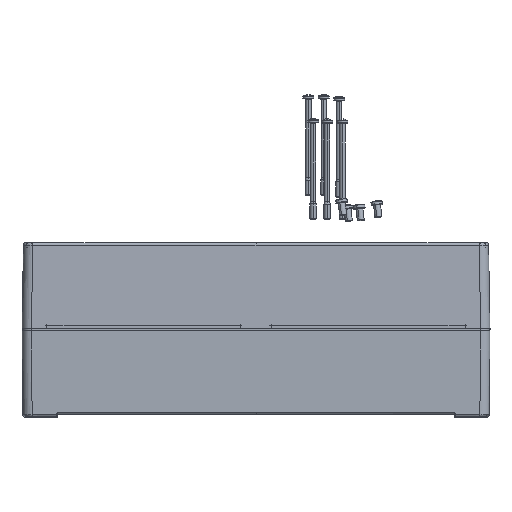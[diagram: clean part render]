
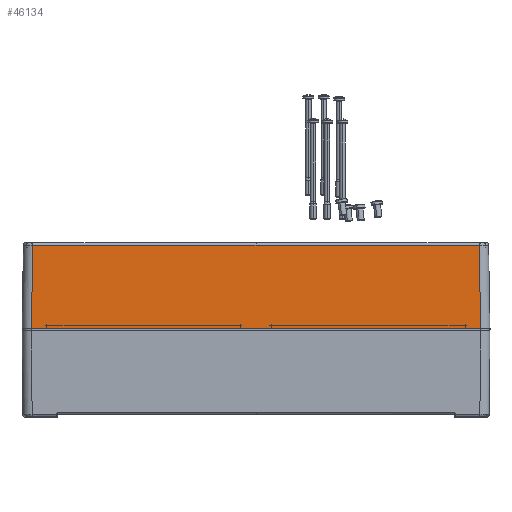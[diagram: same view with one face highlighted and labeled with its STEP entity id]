
A CAD part, top view. The second image highlights one B-rep face of the part: STEP entity #46134.
In plain terms, the highlighted face is planar.
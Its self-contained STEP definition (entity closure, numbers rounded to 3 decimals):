
#633 = EDGE_CURVE ( 'NONE', #37785, #32266, #10114, .T. ) ;
#642 = ORIENTED_EDGE ( 'NONE', *, *, #633, .F. ) ;
#647 = EDGE_CURVE ( 'NONE', #32417, #32266, #10153, .T. ) ;
#672 = ORIENTED_EDGE ( 'NONE', *, *, #647, .T. ) ;
#9449 = VERTEX_POINT ( 'NONE', #39267 ) ;
#10111 = DIRECTION ( 'NONE',  ( 1., 0., 0. ) ) ;
#10112 = VECTOR ( 'NONE', #10111, 1000. ) ;
#10113 = CARTESIAN_POINT ( 'NONE',  ( -150., 0., 115. ) ) ;
#10114 = LINE ( 'NONE', #10113, #10112 ) ;
#10149 = DIRECTION ( 'NONE',  ( 0.017, 1., 0.017 ) ) ;
#10150 = VECTOR ( 'NONE', #10149, 1000. ) ;
#10151 = CARTESIAN_POINT ( 'NONE',  ( 143.913, -5.072, 114.912 ) ) ;
#10153 = LINE ( 'NONE', #10151, #10150 ) ;
#32266 = VERTEX_POINT ( 'NONE', #48322 ) ;
#32417 = VERTEX_POINT ( 'NONE', #48366 ) ;
#37785 = VERTEX_POINT ( 'NONE', #49835 ) ;
#37957 = EDGE_CURVE ( 'NONE', #9449, #32417, #49879, .T. ) ;
#37960 = ORIENTED_EDGE ( 'NONE', *, *, #37957, .T. ) ;
#38139 = EDGE_CURVE ( 'NONE', #37785, #9449, #50096, .T. ) ;
#38143 = EDGE_LOOP ( 'NONE', ( #38146, #37960, #672, #642 ) ) ;
#38146 = ORIENTED_EDGE ( 'NONE', *, *, #38139, .T. ) ;
#39267 = CARTESIAN_POINT ( 'NONE',  ( -143.077, -53.526, 114.076 ) ) ;
#46134 = ADVANCED_FACE ( 'NONE', ( #53196 ), #53154, .T. ) ;
#48322 = CARTESIAN_POINT ( 'NONE',  ( 144.001, 0., 115. ) ) ;
#48366 = CARTESIAN_POINT ( 'NONE',  ( 143.077, -53.526, 114.076 ) ) ;
#49835 = CARTESIAN_POINT ( 'NONE',  ( -144.001, 0., 115. ) ) ;
#49875 = DIRECTION ( 'NONE',  ( 1., 0., 0. ) ) ;
#49876 = VECTOR ( 'NONE', #49875, 1000. ) ;
#49878 = CARTESIAN_POINT ( 'NONE',  ( -150., -53.526, 114.076 ) ) ;
#49879 = LINE ( 'NONE', #49878, #49876 ) ;
#50093 = DIRECTION ( 'NONE',  ( 0.017, -1., -0.017 ) ) ;
#50094 = VECTOR ( 'NONE', #50093, 1000. ) ;
#50095 = CARTESIAN_POINT ( 'NONE',  ( -144.003, 0.104, 115.002 ) ) ;
#50096 = LINE ( 'NONE', #50095, #50094 ) ;
#53154 = PLANE ( 'NONE',  #53195 ) ;
#53192 = DIRECTION ( 'NONE',  ( 0., -1., -0.017 ) ) ;
#53193 = DIRECTION ( 'NONE',  ( 0., -0.017, 1. ) ) ;
#53194 = CARTESIAN_POINT ( 'NONE',  ( -150., 0., 115. ) ) ;
#53195 = AXIS2_PLACEMENT_3D ( 'NONE', #53194, #53193, #53192 ) ;
#53196 = FACE_OUTER_BOUND ( 'NONE', #38143, .T. ) ;
